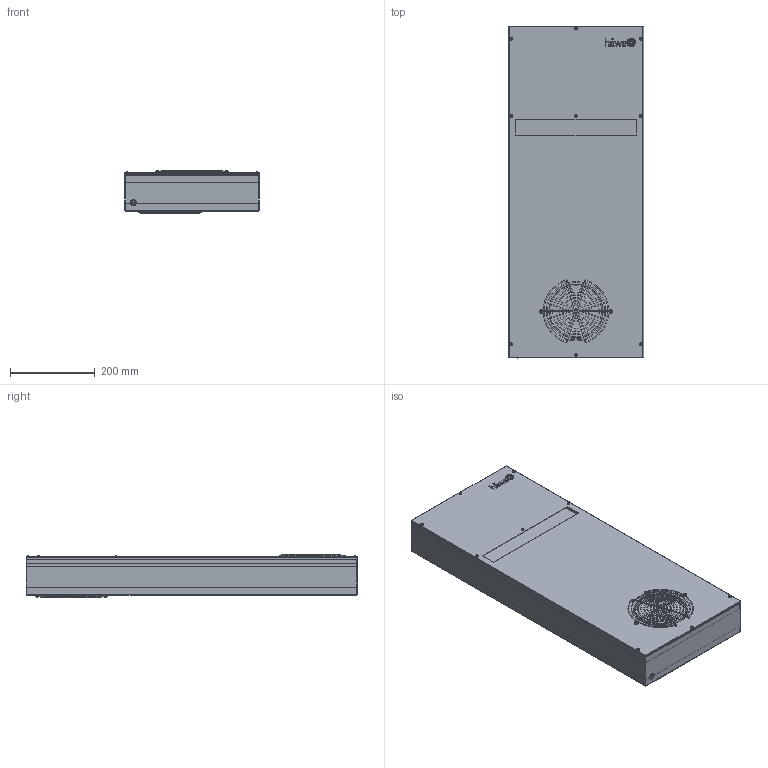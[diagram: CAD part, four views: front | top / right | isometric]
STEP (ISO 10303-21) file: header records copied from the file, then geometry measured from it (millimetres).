
FILE_DESCRIPTION (( 'STEP AP214' ), '1' );
FILE_NAME ('3114-0750-31-07.STEP', '2018-04-18T12:55:32', ( '' ), ( '' ), 'SwSTEP 2.0', 'SolidWorks 2017', '' );
FILE_SCHEMA (( 'AUTOMOTIVE_DESIGN' ));
Length unit declared in the file: millimetre
Products named in the file (7): 8101-0020-00-00~0; W0158169~0; W0158171~0; 8000-7981-03-09; 8000-7985-04-06; 3114-0750-31-07; 3114-0016-05-00~0
Assembly tree (22 placements, depth 2):
  3114-0750-31-07
    W0158169~0
    W0158171~0
    8101-0020-00-00~0
    3114-0016-05-00~0  x2
    8000-7981-03-09  x13
    8000-7985-04-06  x4
Bounding box: 318.5 x 782 x 101.9 mm (x, y, z)
Volume: 12903383.3 mm3; surface area: 1766094.5 mm2
Topology: 22 solids, 22 shells, 1447 faces, 4125 edges, 2675 vertices
Faces by surface type: cylinder 572, plane 545, torus 204, cone 68, sphere 34, bspline 24
Entity records: 35085 total; most frequent: CARTESIAN_POINT 11510, DIRECTION 5091, ORIENTED_EDGE 4864, EDGE_CURVE 2432, AXIS2_PLACEMENT_3D 2079, VERTEX_POINT 1596, CIRCLE 1227, EDGE_LOOP 1030
